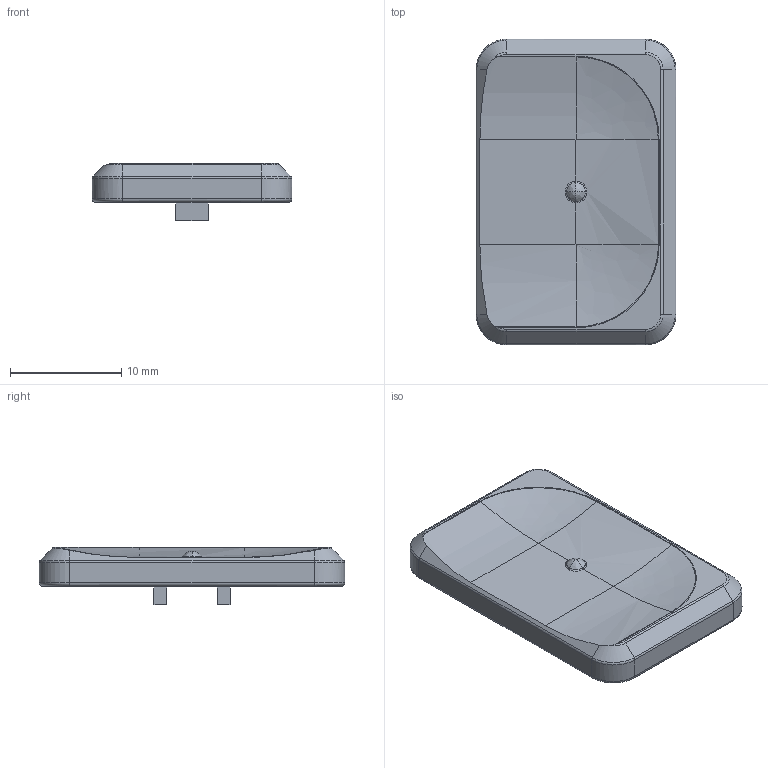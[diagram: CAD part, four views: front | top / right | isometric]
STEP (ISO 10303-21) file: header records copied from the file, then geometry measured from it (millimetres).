
FILE_DESCRIPTION(/* description */ (''),/* implementation_level */ '2;1');
FILE_NAME(/* name */ 'KEA Choc V1 MX Spaced Homing Thumb Short Keycap 1.5u',/* time_stamp */ '2025-03-21T14:15:07+13:00',/* author */ (''),/* organization */ (''),/* preprocessor_version */ 'ST-DEVELOPER v16.5',/* originating_system */ 'Rhino 7.38',/* authorisation */ '');
FILE_SCHEMA (('AUTOMOTIVE_DESIGN_CC2'));
Length unit declared in the file: millimetre
Products named in the file (1): Document
Bounding box: 18 x 27.5 x 5.14 mm (x, y, z)
Volume: 948.3 mm3; surface area: 1302.8 mm2
Topology: 1 solids, 1 shells, 101 faces, 235 edges, 133 vertices
Faces by surface type: bspline 47, cylinder 28, plane 26
Entity records: 3161 total; most frequent: CARTESIAN_POINT 1718, ORIENTED_EDGE 458, EDGE_CURVE 229, VERTEX_POINT 133, B_SPLINE_CURVE_WITH_KNOTS 123, EDGE_LOOP 104, ADVANCED_FACE 101, FACE_OUTER_BOUND 101
